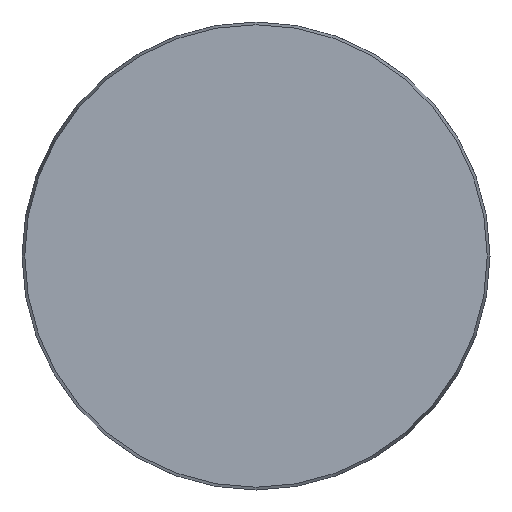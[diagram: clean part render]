
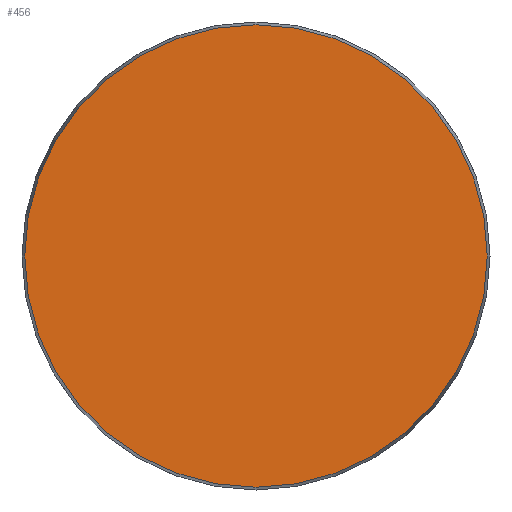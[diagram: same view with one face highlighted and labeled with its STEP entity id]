
A CAD part, front view. The second image highlights one B-rep face of the part: STEP entity #456.
In plain terms, the highlighted planar face has unit normal (0, -1, 0).
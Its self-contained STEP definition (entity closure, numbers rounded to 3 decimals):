
#32 = CARTESIAN_POINT ( 'NONE',  ( 0., 0., 0. ) ) ;
#77 = PLANE ( 'NONE',  #489 ) ;
#110 = CIRCLE ( 'NONE', #221, 48.425 ) ;
#114 = EDGE_LOOP ( 'NONE', ( #373 ) ) ;
#124 = DIRECTION ( 'NONE',  ( 0., 0., -1. ) ) ;
#185 = EDGE_CURVE ( 'NONE', #656, #656, #110, .T. ) ;
#221 = AXIS2_PLACEMENT_3D ( 'NONE', #32, #469, #124 ) ;
#227 = FACE_OUTER_BOUND ( 'NONE', #114, .T. ) ;
#295 = DIRECTION ( 'NONE',  ( 0., 1., 0. ) ) ;
#373 = ORIENTED_EDGE ( 'NONE', *, *, #185, .T. ) ;
#396 = DIRECTION ( 'NONE',  ( 0., 0., 1. ) ) ;
#456 = ADVANCED_FACE ( 'NONE', ( #227 ), #77, .F. ) ;
#469 = DIRECTION ( 'NONE',  ( 0., -1., 0. ) ) ;
#489 = AXIS2_PLACEMENT_3D ( 'NONE', #676, #295, #396 ) ;
#605 = CARTESIAN_POINT ( 'NONE',  ( 0., 0., -48.425 ) ) ;
#656 = VERTEX_POINT ( 'NONE', #605 ) ;
#676 = CARTESIAN_POINT ( 'NONE',  ( -48.425, 0., 0. ) ) ;
